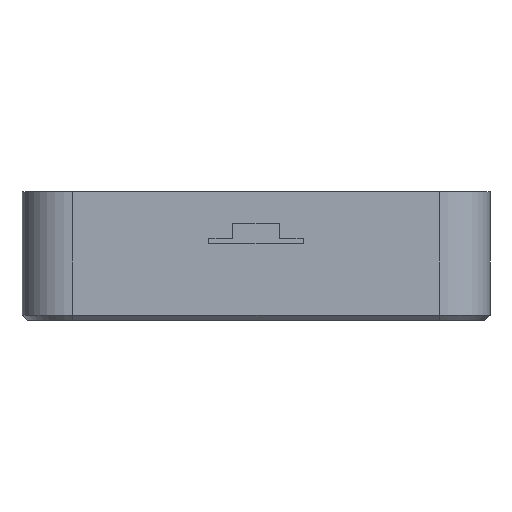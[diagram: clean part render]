
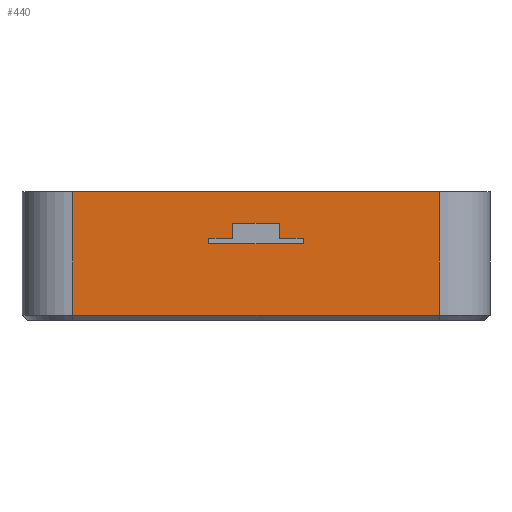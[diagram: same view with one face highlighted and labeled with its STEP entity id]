
A CAD part, left-side view. The second image highlights one B-rep face of the part: STEP entity #440.
In plain terms, the highlighted planar face has unit normal (-1, 0, 0).
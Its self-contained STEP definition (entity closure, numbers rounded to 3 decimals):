
#63 = VERTEX_POINT('',#64);
#64 = CARTESIAN_POINT('',(0.,10.,1.));
#71 = EDGE_CURVE('',#63,#72,#74,.T.);
#72 = VERTEX_POINT('',#73);
#73 = CARTESIAN_POINT('',(0.,10.,25.4));
#74 = LINE('',#75,#76);
#75 = CARTESIAN_POINT('',(0.,10.,0.));
#76 = VECTOR('',#77,1.);
#77 = DIRECTION('',(0.,0.,1.));
#161 = VERTEX_POINT('',#162);
#162 = CARTESIAN_POINT('',(0.,82.519,25.4));
#169 = EDGE_CURVE('',#161,#72,#170,.T.);
#170 = LINE('',#171,#172);
#171 = CARTESIAN_POINT('',(0.,92.519,25.4));
#172 = VECTOR('',#173,1.);
#173 = DIRECTION('',(0.,-1.,0.));
#440 = ADVANCED_FACE('',(#441,#459),#525,.F.);
#441 = FACE_BOUND('',#442,.F.);
#442 = EDGE_LOOP('',(#443,#451,#452,#453));
#443 = ORIENTED_EDGE('',*,*,#444,.T.);
#444 = EDGE_CURVE('',#445,#161,#447,.T.);
#445 = VERTEX_POINT('',#446);
#446 = CARTESIAN_POINT('',(0.,82.519,1.));
#447 = LINE('',#448,#449);
#448 = CARTESIAN_POINT('',(0.,82.519,0.));
#449 = VECTOR('',#450,1.);
#450 = DIRECTION('',(0.,0.,1.));
#451 = ORIENTED_EDGE('',*,*,#169,.T.);
#452 = ORIENTED_EDGE('',*,*,#71,.F.);
#453 = ORIENTED_EDGE('',*,*,#454,.F.);
#454 = EDGE_CURVE('',#445,#63,#455,.T.);
#455 = LINE('',#456,#457);
#456 = CARTESIAN_POINT('',(0.,82.519,1.));
#457 = VECTOR('',#458,1.);
#458 = DIRECTION('',(0.,-1.,0.));
#459 = FACE_BOUND('',#460,.F.);
#460 = EDGE_LOOP('',(#461,#471,#479,#487,#495,#503,#511,#519));
#461 = ORIENTED_EDGE('',*,*,#462,.T.);
#462 = EDGE_CURVE('',#463,#465,#467,.T.);
#463 = VERTEX_POINT('',#464);
#464 = CARTESIAN_POINT('',(0.,55.594,16.217));
#465 = VERTEX_POINT('',#466);
#466 = CARTESIAN_POINT('',(0.,55.594,15.074));
#467 = LINE('',#468,#469);
#468 = CARTESIAN_POINT('',(0.,55.594,7.537));
#469 = VECTOR('',#470,1.);
#470 = DIRECTION('',(0.,0.,-1.));
#471 = ORIENTED_EDGE('',*,*,#472,.T.);
#472 = EDGE_CURVE('',#465,#473,#475,.T.);
#473 = VERTEX_POINT('',#474);
#474 = CARTESIAN_POINT('',(0.,36.925,15.074));
#475 = LINE('',#476,#477);
#476 = CARTESIAN_POINT('',(0.,64.722,15.074));
#477 = VECTOR('',#478,1.);
#478 = DIRECTION('',(0.,-1.,0.));
#479 = ORIENTED_EDGE('',*,*,#480,.T.);
#480 = EDGE_CURVE('',#473,#481,#483,.T.);
#481 = VERTEX_POINT('',#482);
#482 = CARTESIAN_POINT('',(0.,36.925,16.217));
#483 = LINE('',#484,#485);
#484 = CARTESIAN_POINT('',(0.,36.925,8.109));
#485 = VECTOR('',#486,1.);
#486 = DIRECTION('',(0.,0.,1.));
#487 = ORIENTED_EDGE('',*,*,#488,.T.);
#488 = EDGE_CURVE('',#481,#489,#491,.T.);
#489 = VERTEX_POINT('',#490);
#490 = CARTESIAN_POINT('',(0.,41.624,16.217));
#491 = LINE('',#492,#493);
#492 = CARTESIAN_POINT('',(0.,67.071,16.217));
#493 = VECTOR('',#494,1.);
#494 = DIRECTION('',(0.,1.,0.));
#495 = ORIENTED_EDGE('',*,*,#496,.T.);
#496 = EDGE_CURVE('',#489,#497,#499,.T.);
#497 = VERTEX_POINT('',#498);
#498 = CARTESIAN_POINT('',(0.,41.624,19.189));
#499 = LINE('',#500,#501);
#500 = CARTESIAN_POINT('',(0.,41.624,9.595));
#501 = VECTOR('',#502,1.);
#502 = DIRECTION('',(0.,0.,1.));
#503 = ORIENTED_EDGE('',*,*,#504,.T.);
#504 = EDGE_CURVE('',#497,#505,#507,.T.);
#505 = VERTEX_POINT('',#506);
#506 = CARTESIAN_POINT('',(0.,50.895,19.189));
#507 = LINE('',#508,#509);
#508 = CARTESIAN_POINT('',(0.,71.707,19.189));
#509 = VECTOR('',#510,1.);
#510 = DIRECTION('',(0.,1.,0.));
#511 = ORIENTED_EDGE('',*,*,#512,.T.);
#512 = EDGE_CURVE('',#505,#513,#515,.T.);
#513 = VERTEX_POINT('',#514);
#514 = CARTESIAN_POINT('',(0.,50.895,16.217));
#515 = LINE('',#516,#517);
#516 = CARTESIAN_POINT('',(0.,50.895,8.109));
#517 = VECTOR('',#518,1.);
#518 = DIRECTION('',(0.,0.,-1.));
#519 = ORIENTED_EDGE('',*,*,#520,.T.);
#520 = EDGE_CURVE('',#513,#463,#521,.T.);
#521 = LINE('',#522,#523);
#522 = CARTESIAN_POINT('',(0.,74.056,16.217));
#523 = VECTOR('',#524,1.);
#524 = DIRECTION('',(0.,1.,0.));
#525 = PLANE('',#526);
#526 = AXIS2_PLACEMENT_3D('',#527,#528,#529);
#527 = CARTESIAN_POINT('',(0.,92.519,0.));
#528 = DIRECTION('',(1.,0.,0.));
#529 = DIRECTION('',(0.,-1.,0.));
